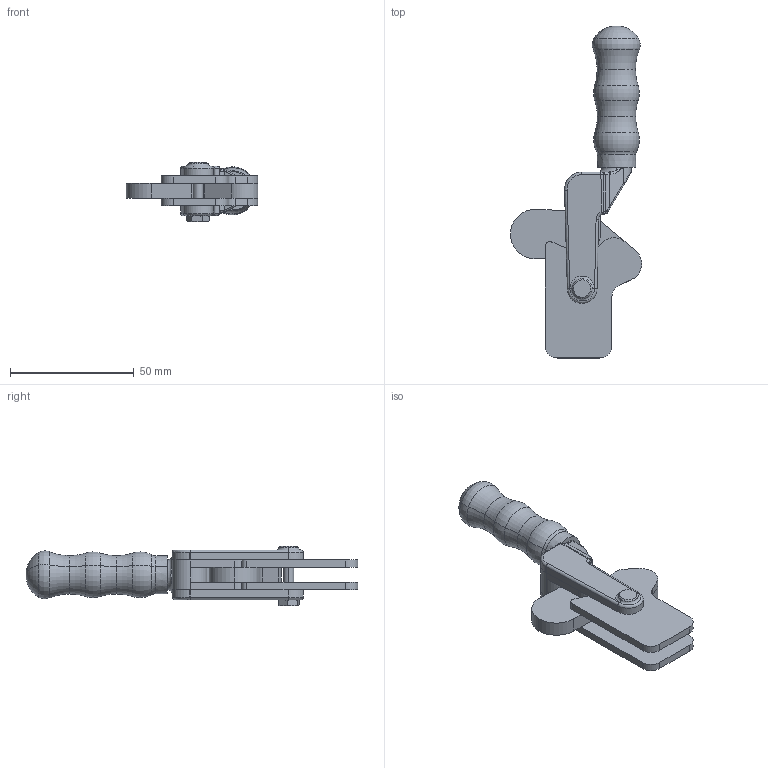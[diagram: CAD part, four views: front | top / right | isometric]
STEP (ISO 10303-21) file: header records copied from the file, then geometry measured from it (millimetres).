
FILE_DESCRIPTION (( 'STEP AP214' ), '1' );
FILE_NAME ('GH-70300(Â²¤Æ).STEP', '2020-03-16T05:57:29', ( 'LinWei' ), ( '' ), 'SwSTEP 2.0', 'SolidWorks 2016', '' );
FILE_SCHEMA (( 'AUTOMOTIVE_DESIGN' ));
Length unit declared in the file: millimetre
Products named in the file (5): GH-70300(簡化); 37030008簡化); Group1^GH-70300(簡化); Group2^GH-70300(簡化); Group4^GH-70300(簡化)
Assembly tree (4 placements, depth 2):
  GH-70300(簡化)
    Group4^GH-70300(簡化)
    Group2^GH-70300(簡化)
    Group1^GH-70300(簡化)
    37030008簡化)
Bounding box: 53 x 134.02 x 23.95 mm (x, y, z)
Volume: 37580.2 mm3; surface area: 19469 mm2
Topology: 4 solids, 4 shells, 214 faces, 527 edges, 316 vertices
Faces by surface type: cylinder 76, plane 55, torus 37, bspline 26, cone 18, sphere 2
Entity records: 7969 total; most frequent: CARTESIAN_POINT 2269, DIRECTION 1081, ORIENTED_EDGE 1034, EDGE_CURVE 517, AXIS2_PLACEMENT_3D 446, VERTEX_POINT 314, CIRCLE 251, EDGE_LOOP 233
